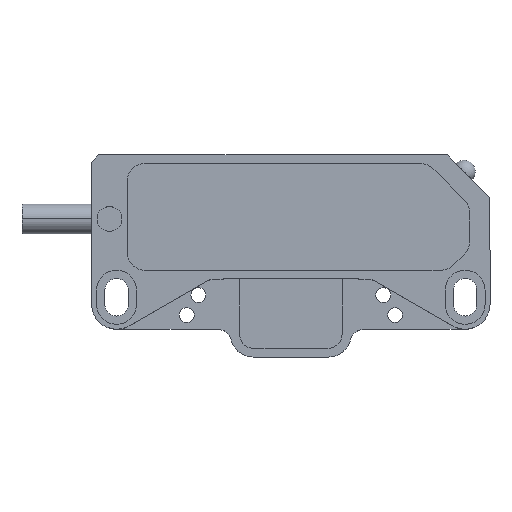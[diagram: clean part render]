
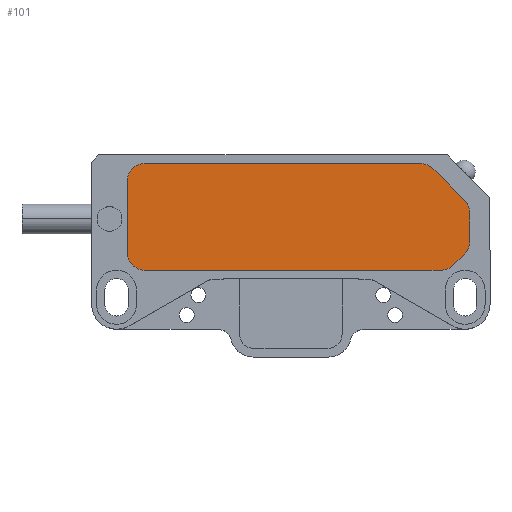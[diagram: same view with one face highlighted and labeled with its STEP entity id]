
A CAD part, top view. The second image highlights one B-rep face of the part: STEP entity #101.
In plain terms, the highlighted planar face has unit normal (0, 0, 1).
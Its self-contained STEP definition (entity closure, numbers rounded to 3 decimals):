
#37 = VERTEX_POINT ( 'NONE', #673 ) ;
#42 = VERTEX_POINT ( 'NONE', #675 ) ;
#43 = EDGE_CURVE ( 'NONE', #46, #42, #691, .T. ) ;
#46 = VERTEX_POINT ( 'NONE', #712 ) ;
#47 = VERTEX_POINT ( 'NONE', #724 ) ;
#48 = EDGE_CURVE ( 'NONE', #37, #47, #709, .T. ) ;
#55 = EDGE_CURVE ( 'NONE', #77, #65, #762, .T. ) ;
#65 = VERTEX_POINT ( 'NONE', #742 ) ;
#70 = VERTEX_POINT ( 'NONE', #789 ) ;
#77 = VERTEX_POINT ( 'NONE', #776 ) ;
#80 = VERTEX_POINT ( 'NONE', #774 ) ;
#84 = VERTEX_POINT ( 'NONE', #783 ) ;
#88 = ORIENTED_EDGE ( 'NONE', *, *, #55, .T. ) ;
#93 = VERTEX_POINT ( 'NONE', #817 ) ;
#94 = EDGE_CURVE ( 'NONE', #93, #70, #820, .T. ) ;
#95 = EDGE_CURVE ( 'NONE', #84, #80, #812, .T. ) ;
#100 = ORIENTED_EDGE ( 'NONE', *, *, #43, .T. ) ;
#101 = ADVANCED_FACE ( 'NONE', ( #800 ), #801, .F. ) ;
#102 = ORIENTED_EDGE ( 'NONE', *, *, #105, .T. ) ;
#104 = ORIENTED_EDGE ( 'NONE', *, *, #48, .T. ) ;
#105 = EDGE_CURVE ( 'NONE', #65, #46, #852, .T. ) ;
#106 = ORIENTED_EDGE ( 'NONE', *, *, #118, .T. ) ;
#112 = ORIENTED_EDGE ( 'NONE', *, *, #114, .T. ) ;
#113 = ORIENTED_EDGE ( 'NONE', *, *, #636, .T. ) ;
#114 = EDGE_CURVE ( 'NONE', #47, #3014, #871, .T. ) ;
#116 = EDGE_LOOP ( 'NONE', ( #88, #102, #100, #106, #104, #112, #638, #639, #395, #113, #635, #2980 ) ) ;
#118 = EDGE_CURVE ( 'NONE', #42, #37, #919, .T. ) ;
#395 = ORIENTED_EDGE ( 'NONE', *, *, #95, .T. ) ;
#619 = EDGE_CURVE ( 'NONE', #70, #77, #1970, .T. ) ;
#635 = ORIENTED_EDGE ( 'NONE', *, *, #94, .T. ) ;
#636 = EDGE_CURVE ( 'NONE', #80, #93, #1940, .T. ) ;
#637 = EDGE_CURVE ( 'NONE', #3026, #84, #1958, .T. ) ;
#638 = ORIENTED_EDGE ( 'NONE', *, *, #3010, .T. ) ;
#639 = ORIENTED_EDGE ( 'NONE', *, *, #637, .T. ) ;
#673 = CARTESIAN_POINT ( 'NONE',  ( 53.15, 4.836, 6.8 ) ) ;
#675 = CARTESIAN_POINT ( 'NONE',  ( 52.418, 3.068, 6.8 ) ) ;
#691 = LINE ( 'NONE', #726, #713 ) ;
#705 = DIRECTION ( 'NONE',  ( 0., 1., 0. ) ) ;
#706 = VECTOR ( 'NONE', #705, 1000. ) ;
#707 = CARTESIAN_POINT ( 'NONE',  ( 53.15, 9.9, 6.8 ) ) ;
#709 = LINE ( 'NONE', #707, #706 ) ;
#712 = CARTESIAN_POINT ( 'NONE',  ( 50.882, 1.532, 6.8 ) ) ;
#713 = VECTOR ( 'NONE', #725, 1000. ) ;
#724 = CARTESIAN_POINT ( 'NONE',  ( 53.15, 8.864, 6.8 ) ) ;
#725 = DIRECTION ( 'NONE',  ( 0.707, 0.707, 0. ) ) ;
#726 = CARTESIAN_POINT ( 'NONE',  ( 53.15, 3.8, 6.8 ) ) ;
#742 = CARTESIAN_POINT ( 'NONE',  ( 49.114, 0.8, 6.8 ) ) ;
#754 = DIRECTION ( 'NONE',  ( 1., 0., 0. ) ) ;
#755 = VECTOR ( 'NONE', #754, 1000. ) ;
#761 = CARTESIAN_POINT ( 'NONE',  ( 5., 0.8, 6.8 ) ) ;
#762 = LINE ( 'NONE', #761, #755 ) ;
#774 = CARTESIAN_POINT ( 'NONE',  ( 7.5, 15.8, 6.8 ) ) ;
#776 = CARTESIAN_POINT ( 'NONE',  ( 7.5, 0.8, 6.8 ) ) ;
#783 = CARTESIAN_POINT ( 'NONE',  ( 46.214, 15.8, 6.8 ) ) ;
#789 = CARTESIAN_POINT ( 'NONE',  ( 5., 3.3, 6.8 ) ) ;
#800 = FACE_OUTER_BOUND ( 'NONE', #116, .T. ) ;
#801 = PLANE ( 'NONE',  #829 ) ;
#808 = DIRECTION ( 'NONE',  ( -1., 0., 0. ) ) ;
#809 = VECTOR ( 'NONE', #808, 1000. ) ;
#811 = CARTESIAN_POINT ( 'NONE',  ( 5., 15.8, 6.8 ) ) ;
#812 = LINE ( 'NONE', #811, #809 ) ;
#814 = DIRECTION ( 'NONE',  ( 0., -1., 0. ) ) ;
#815 = VECTOR ( 'NONE', #814, 1000. ) ;
#816 = CARTESIAN_POINT ( 'NONE',  ( 5., 15.8, 6.8 ) ) ;
#817 = CARTESIAN_POINT ( 'NONE',  ( 5., 13.3, 6.8 ) ) ;
#820 = LINE ( 'NONE', #816, #815 ) ;
#829 = AXIS2_PLACEMENT_3D ( 'NONE', #857, #856, #850 ) ;
#843 = DIRECTION ( 'NONE',  ( -1., 0., 0. ) ) ;
#844 = DIRECTION ( 'NONE',  ( 0., 0., 1. ) ) ;
#845 = CARTESIAN_POINT ( 'NONE',  ( 49.114, 3.3, 6.8 ) ) ;
#846 = AXIS2_PLACEMENT_3D ( 'NONE', #845, #844, #843 ) ;
#850 = DIRECTION ( 'NONE',  ( -1., 0., 0. ) ) ;
#852 = CIRCLE ( 'NONE', #846, 2.5 ) ;
#856 = DIRECTION ( 'NONE',  ( 0., 0., -1. ) ) ;
#857 = CARTESIAN_POINT ( 'NONE',  ( 56.2, 6.85, 6.8 ) ) ;
#867 = DIRECTION ( 'NONE',  ( -1., 0., 0. ) ) ;
#868 = DIRECTION ( 'NONE',  ( 0., 0., 1. ) ) ;
#871 = CIRCLE ( 'NONE', #882, 2.5 ) ;
#882 = AXIS2_PLACEMENT_3D ( 'NONE', #889, #868, #867 ) ;
#889 = CARTESIAN_POINT ( 'NONE',  ( 50.65, 8.864, 6.8 ) ) ;
#915 = DIRECTION ( 'NONE',  ( -1., 0., 0. ) ) ;
#916 = DIRECTION ( 'NONE',  ( 0., 0., 1. ) ) ;
#917 = CARTESIAN_POINT ( 'NONE',  ( 50.65, 4.836, 6.8 ) ) ;
#918 = AXIS2_PLACEMENT_3D ( 'NONE', #917, #916, #915 ) ;
#919 = CIRCLE ( 'NONE', #918, 2.5 ) ;
#1920 = AXIS2_PLACEMENT_3D ( 'NONE', #1963, #1962, #1961 ) ;
#1940 = CIRCLE ( 'NONE', #1952, 2.5 ) ;
#1941 = CARTESIAN_POINT ( 'NONE',  ( 46.214, 13.3, 6.8 ) ) ;
#1942 = AXIS2_PLACEMENT_3D ( 'NONE', #1941, #1996, #1995 ) ;
#1951 = CARTESIAN_POINT ( 'NONE',  ( 7.5, 13.3, 6.8 ) ) ;
#1952 = AXIS2_PLACEMENT_3D ( 'NONE', #1951, #2002, #2001 ) ;
#1958 = CIRCLE ( 'NONE', #1942, 2.5 ) ;
#1961 = DIRECTION ( 'NONE',  ( -1., 0., 0. ) ) ;
#1962 = DIRECTION ( 'NONE',  ( 0., 0., 1. ) ) ;
#1963 = CARTESIAN_POINT ( 'NONE',  ( 7.5, 3.3, 6.8 ) ) ;
#1970 = CIRCLE ( 'NONE', #1920, 2.5 ) ;
#1995 = DIRECTION ( 'NONE',  ( -1., 0., 0. ) ) ;
#1996 = DIRECTION ( 'NONE',  ( 0., 0., 1. ) ) ;
#2001 = DIRECTION ( 'NONE',  ( -1., 0., 0. ) ) ;
#2002 = DIRECTION ( 'NONE',  ( 0., 0., 1. ) ) ;
#2704 = CARTESIAN_POINT ( 'NONE',  ( 47.25, 15.8, 6.8 ) ) ;
#2705 = LINE ( 'NONE', #2704, #2729 ) ;
#2725 = CARTESIAN_POINT ( 'NONE',  ( 52.418, 10.632, 6.8 ) ) ;
#2728 = DIRECTION ( 'NONE',  ( -0.707, 0.707, 0. ) ) ;
#2729 = VECTOR ( 'NONE', #2728, 1000. ) ;
#2765 = CARTESIAN_POINT ( 'NONE',  ( 47.982, 15.068, 6.8 ) ) ;
#2980 = ORIENTED_EDGE ( 'NONE', *, *, #619, .T. ) ;
#3010 = EDGE_CURVE ( 'NONE', #3014, #3026, #2705, .T. ) ;
#3014 = VERTEX_POINT ( 'NONE', #2725 ) ;
#3026 = VERTEX_POINT ( 'NONE', #2765 ) ;
